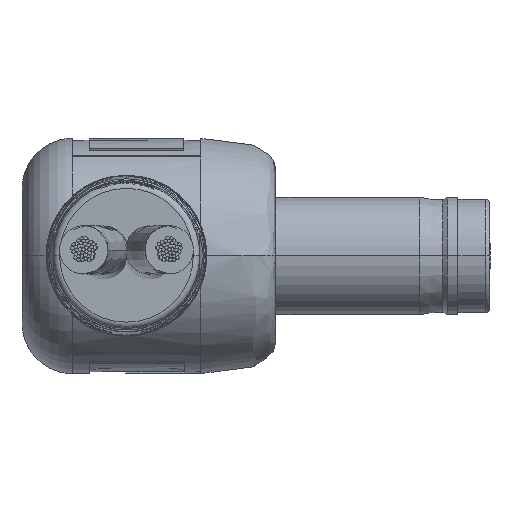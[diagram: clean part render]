
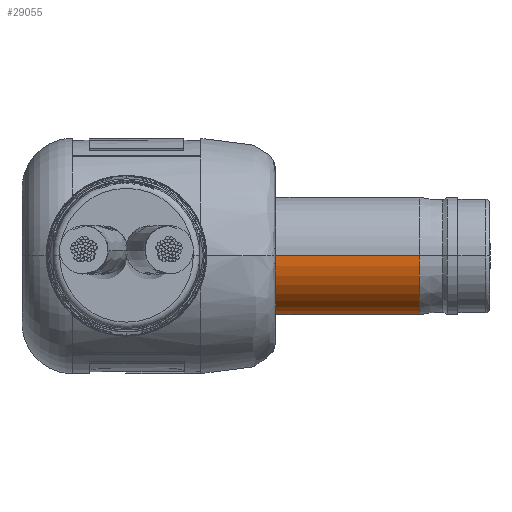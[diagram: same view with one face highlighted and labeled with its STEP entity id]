
A CAD part, top view. The second image highlights one B-rep face of the part: STEP entity #29055.
In plain terms, the highlighted cylindrical face has radius 2.755 mm (diameter 5.51 mm), a partial arc.
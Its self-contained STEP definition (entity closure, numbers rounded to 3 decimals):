
#2391 = CARTESIAN_POINT ( 'NONE',  ( 0., 0., 2.755 ) ) ;
#4197 = CARTESIAN_POINT ( 'NONE',  ( 2.8, 0., 0. ) ) ;
#4529 = DIRECTION ( 'NONE',  ( 0., 0., 1. ) ) ;
#5688 = DIRECTION ( 'NONE',  ( -1., 0., 0. ) ) ;
#6130 = AXIS2_PLACEMENT_3D ( 'NONE', #7976, #29635, #4529 ) ;
#6428 = ORIENTED_EDGE ( 'NONE', *, *, #12913, .T. ) ;
#6781 = CARTESIAN_POINT ( 'NONE',  ( 2.8, 0., 2.755 ) ) ;
#7393 = VERTEX_POINT ( 'NONE', #10144 ) ;
#7976 = CARTESIAN_POINT ( 'NONE',  ( 13.9, 0., 0. ) ) ;
#8515 = LINE ( 'NONE', #32127, #22831 ) ;
#8689 = CARTESIAN_POINT ( 'NONE',  ( 0., 0., 0. ) ) ;
#9120 = EDGE_CURVE ( 'NONE', #7393, #14869, #30418, .T. ) ;
#10144 = CARTESIAN_POINT ( 'NONE',  ( 13.9, 0., 2.755 ) ) ;
#12352 = VERTEX_POINT ( 'NONE', #28512 ) ;
#12913 = EDGE_CURVE ( 'NONE', #19990, #12352, #8515, .T. ) ;
#13598 = DIRECTION ( 'NONE',  ( 0., 0., -1. ) ) ;
#14255 = CIRCLE ( 'NONE', #6130, 2.755 ) ;
#14869 = VERTEX_POINT ( 'NONE', #6781 ) ;
#17003 = EDGE_CURVE ( 'NONE', #7393, #19990, #14255, .T. ) ;
#19219 = CYLINDRICAL_SURFACE ( 'NONE', #33117, 2.755 ) ;
#19967 = DIRECTION ( 'NONE',  ( -1., 0., 0. ) ) ;
#19990 = VERTEX_POINT ( 'NONE', #32739 ) ;
#20192 = FACE_OUTER_BOUND ( 'NONE', #20453, .T. ) ;
#20453 = EDGE_LOOP ( 'NONE', ( #39398, #6428, #36682, #21976 ) ) ;
#21976 = ORIENTED_EDGE ( 'NONE', *, *, #9120, .F. ) ;
#22831 = VECTOR ( 'NONE', #19967, 1000. ) ;
#28512 = CARTESIAN_POINT ( 'NONE',  ( 2.8, 0., -2.755 ) ) ;
#29055 = ADVANCED_FACE ( 'NONE', ( #20192 ), #19219, .T. ) ;
#29165 = DIRECTION ( 'NONE',  ( -1., 0., 0. ) ) ;
#29635 = DIRECTION ( 'NONE',  ( -1., 0., 0. ) ) ;
#30418 = LINE ( 'NONE', #2391, #38859 ) ;
#31149 = DIRECTION ( 'NONE',  ( -1., 0., 0. ) ) ;
#32127 = CARTESIAN_POINT ( 'NONE',  ( 0., 0., -2.755 ) ) ;
#32739 = CARTESIAN_POINT ( 'NONE',  ( 13.9, 0., -2.755 ) ) ;
#32761 = CIRCLE ( 'NONE', #38117, 2.755 ) ;
#33117 = AXIS2_PLACEMENT_3D ( 'NONE', #8689, #31149, #33666 ) ;
#33666 = DIRECTION ( 'NONE',  ( 0., 0., 1. ) ) ;
#34584 = EDGE_CURVE ( 'NONE', #14869, #12352, #32761, .T. ) ;
#36682 = ORIENTED_EDGE ( 'NONE', *, *, #34584, .F. ) ;
#38117 = AXIS2_PLACEMENT_3D ( 'NONE', #4197, #29165, #13598 ) ;
#38859 = VECTOR ( 'NONE', #5688, 1000. ) ;
#39398 = ORIENTED_EDGE ( 'NONE', *, *, #17003, .T. ) ;
